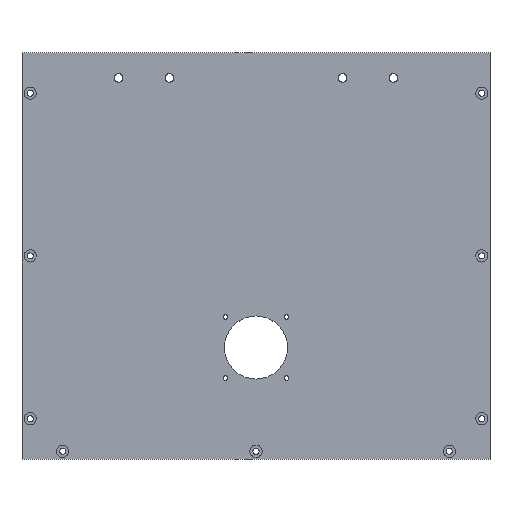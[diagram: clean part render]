
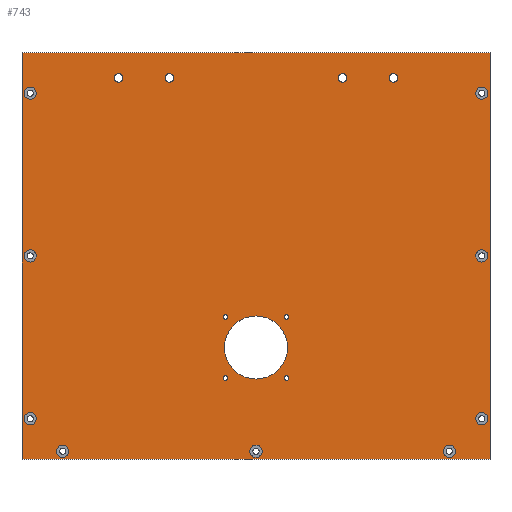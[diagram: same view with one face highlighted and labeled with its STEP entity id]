
A CAD part, top view. The second image highlights one B-rep face of the part: STEP entity #743.
In plain terms, the highlighted planar face has unit normal (0, 0, 1).
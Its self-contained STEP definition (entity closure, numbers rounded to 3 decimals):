
#42=FACE_BOUND('',#184,.T.);
#43=FACE_BOUND('',#185,.T.);
#44=FACE_BOUND('',#186,.T.);
#45=FACE_BOUND('',#187,.T.);
#46=FACE_BOUND('',#188,.T.);
#47=FACE_BOUND('',#189,.T.);
#48=FACE_BOUND('',#190,.T.);
#49=FACE_BOUND('',#191,.T.);
#50=FACE_BOUND('',#192,.T.);
#51=FACE_BOUND('',#193,.T.);
#52=FACE_BOUND('',#194,.T.);
#53=FACE_BOUND('',#195,.T.);
#54=FACE_BOUND('',#196,.T.);
#55=FACE_BOUND('',#197,.T.);
#56=FACE_BOUND('',#198,.T.);
#57=FACE_BOUND('',#199,.T.);
#58=FACE_BOUND('',#200,.T.);
#59=FACE_BOUND('',#201,.T.);
#72=PLANE('',#853);
#114=FACE_OUTER_BOUND('',#183,.T.);
#183=EDGE_LOOP('',(#647,#648,#649,#650));
#184=EDGE_LOOP('',(#651));
#185=EDGE_LOOP('',(#652));
#186=EDGE_LOOP('',(#653));
#187=EDGE_LOOP('',(#654));
#188=EDGE_LOOP('',(#655));
#189=EDGE_LOOP('',(#656));
#190=EDGE_LOOP('',(#657));
#191=EDGE_LOOP('',(#658));
#192=EDGE_LOOP('',(#659));
#193=EDGE_LOOP('',(#660));
#194=EDGE_LOOP('',(#661));
#195=EDGE_LOOP('',(#662));
#196=EDGE_LOOP('',(#663));
#197=EDGE_LOOP('',(#664));
#198=EDGE_LOOP('',(#665));
#199=EDGE_LOOP('',(#666));
#200=EDGE_LOOP('',(#667));
#201=EDGE_LOOP('',(#668));
#234=LINE('',#1269,#273);
#239=LINE('',#1280,#278);
#241=LINE('',#1283,#280);
#242=LINE('',#1284,#281);
#273=VECTOR('',#1070,10.);
#278=VECTOR('',#1079,10.);
#280=VECTOR('',#1083,10.);
#281=VECTOR('',#1084,10.);
#282=CIRCLE('',#761,3.);
#285=CIRCLE('',#766,3.);
#288=CIRCLE('',#771,3.);
#291=CIRCLE('',#776,3.);
#294=CIRCLE('',#781,3.);
#297=CIRCLE('',#786,3.);
#300=CIRCLE('',#791,3.);
#303=CIRCLE('',#796,3.);
#306=CIRCLE('',#801,3.);
#318=CIRCLE('',#824,2.117);
#320=CIRCLE('',#827,2.117);
#322=CIRCLE('',#830,2.117);
#324=CIRCLE('',#833,2.117);
#326=CIRCLE('',#836,1.135);
#328=CIRCLE('',#839,1.135);
#330=CIRCLE('',#842,1.135);
#332=CIRCLE('',#845,15.5);
#334=CIRCLE('',#848,1.135);
#336=VERTEX_POINT('',#1091);
#339=VERTEX_POINT('',#1100);
#342=VERTEX_POINT('',#1109);
#345=VERTEX_POINT('',#1118);
#348=VERTEX_POINT('',#1127);
#351=VERTEX_POINT('',#1136);
#354=VERTEX_POINT('',#1145);
#357=VERTEX_POINT('',#1154);
#360=VERTEX_POINT('',#1163);
#372=VERTEX_POINT('',#1208);
#374=VERTEX_POINT('',#1214);
#376=VERTEX_POINT('',#1220);
#378=VERTEX_POINT('',#1226);
#380=VERTEX_POINT('',#1232);
#382=VERTEX_POINT('',#1238);
#384=VERTEX_POINT('',#1244);
#386=VERTEX_POINT('',#1250);
#388=VERTEX_POINT('',#1256);
#390=VERTEX_POINT('',#1262);
#393=VERTEX_POINT('',#1267);
#396=VERTEX_POINT('',#1277);
#397=VERTEX_POINT('',#1279);
#398=EDGE_CURVE('',#336,#336,#282,.T.);
#402=EDGE_CURVE('',#339,#339,#285,.T.);
#406=EDGE_CURVE('',#342,#342,#288,.T.);
#410=EDGE_CURVE('',#345,#345,#291,.T.);
#414=EDGE_CURVE('',#348,#348,#294,.T.);
#418=EDGE_CURVE('',#351,#351,#297,.T.);
#422=EDGE_CURVE('',#354,#354,#300,.T.);
#426=EDGE_CURVE('',#357,#357,#303,.T.);
#430=EDGE_CURVE('',#360,#360,#306,.T.);
#452=EDGE_CURVE('',#372,#372,#318,.T.);
#455=EDGE_CURVE('',#374,#374,#320,.T.);
#458=EDGE_CURVE('',#376,#376,#322,.T.);
#461=EDGE_CURVE('',#378,#378,#324,.T.);
#464=EDGE_CURVE('',#380,#380,#326,.T.);
#467=EDGE_CURVE('',#382,#382,#328,.T.);
#470=EDGE_CURVE('',#384,#384,#330,.T.);
#473=EDGE_CURVE('',#386,#386,#332,.T.);
#476=EDGE_CURVE('',#388,#388,#334,.T.);
#482=EDGE_CURVE('',#393,#390,#234,.T.);
#487=EDGE_CURVE('',#397,#396,#239,.T.);
#489=EDGE_CURVE('',#396,#390,#241,.T.);
#490=EDGE_CURVE('',#397,#393,#242,.F.);
#647=ORIENTED_EDGE('',*,*,#489,.T.);
#648=ORIENTED_EDGE('',*,*,#482,.F.);
#649=ORIENTED_EDGE('',*,*,#490,.F.);
#650=ORIENTED_EDGE('',*,*,#487,.T.);
#651=ORIENTED_EDGE('',*,*,#398,.T.);
#652=ORIENTED_EDGE('',*,*,#402,.T.);
#653=ORIENTED_EDGE('',*,*,#406,.T.);
#654=ORIENTED_EDGE('',*,*,#410,.T.);
#655=ORIENTED_EDGE('',*,*,#414,.T.);
#656=ORIENTED_EDGE('',*,*,#418,.T.);
#657=ORIENTED_EDGE('',*,*,#422,.T.);
#658=ORIENTED_EDGE('',*,*,#426,.T.);
#659=ORIENTED_EDGE('',*,*,#430,.T.);
#660=ORIENTED_EDGE('',*,*,#452,.T.);
#661=ORIENTED_EDGE('',*,*,#455,.T.);
#662=ORIENTED_EDGE('',*,*,#458,.T.);
#663=ORIENTED_EDGE('',*,*,#461,.T.);
#664=ORIENTED_EDGE('',*,*,#464,.T.);
#665=ORIENTED_EDGE('',*,*,#467,.T.);
#666=ORIENTED_EDGE('',*,*,#470,.T.);
#667=ORIENTED_EDGE('',*,*,#473,.T.);
#668=ORIENTED_EDGE('',*,*,#476,.T.);
#743=ADVANCED_FACE('',(#114,#42,#43,#44,#45,#46,#47,#48,#49,#50,#51,#52,
#53,#54,#55,#56,#57,#58,#59),#72,.T.);
#761=AXIS2_PLACEMENT_3D('',#1092,#860,#861);
#766=AXIS2_PLACEMENT_3D('',#1101,#871,#872);
#771=AXIS2_PLACEMENT_3D('',#1110,#882,#883);
#776=AXIS2_PLACEMENT_3D('',#1119,#893,#894);
#781=AXIS2_PLACEMENT_3D('',#1128,#904,#905);
#786=AXIS2_PLACEMENT_3D('',#1137,#915,#916);
#791=AXIS2_PLACEMENT_3D('',#1146,#926,#927);
#796=AXIS2_PLACEMENT_3D('',#1155,#937,#938);
#801=AXIS2_PLACEMENT_3D('',#1164,#948,#949);
#824=AXIS2_PLACEMENT_3D('',#1209,#1004,#1005);
#827=AXIS2_PLACEMENT_3D('',#1215,#1011,#1012);
#830=AXIS2_PLACEMENT_3D('',#1221,#1018,#1019);
#833=AXIS2_PLACEMENT_3D('',#1227,#1025,#1026);
#836=AXIS2_PLACEMENT_3D('',#1233,#1032,#1033);
#839=AXIS2_PLACEMENT_3D('',#1239,#1039,#1040);
#842=AXIS2_PLACEMENT_3D('',#1245,#1046,#1047);
#845=AXIS2_PLACEMENT_3D('',#1251,#1053,#1054);
#848=AXIS2_PLACEMENT_3D('',#1257,#1060,#1061);
#853=AXIS2_PLACEMENT_3D('',#1282,#1081,#1082);
#860=DIRECTION('center_axis',(0.,0.,-1.));
#861=DIRECTION('ref_axis',(-1.,0.,0.));
#871=DIRECTION('center_axis',(0.,0.,-1.));
#872=DIRECTION('ref_axis',(-1.,0.,0.));
#882=DIRECTION('center_axis',(0.,0.,-1.));
#883=DIRECTION('ref_axis',(-1.,0.,0.));
#893=DIRECTION('center_axis',(0.,0.,-1.));
#894=DIRECTION('ref_axis',(-1.,0.,0.));
#904=DIRECTION('center_axis',(0.,0.,-1.));
#905=DIRECTION('ref_axis',(-1.,0.,0.));
#915=DIRECTION('center_axis',(0.,0.,-1.));
#916=DIRECTION('ref_axis',(-1.,0.,0.));
#926=DIRECTION('center_axis',(0.,0.,-1.));
#927=DIRECTION('ref_axis',(-1.,0.,0.));
#937=DIRECTION('center_axis',(0.,0.,-1.));
#938=DIRECTION('ref_axis',(-1.,0.,0.));
#948=DIRECTION('center_axis',(0.,0.,-1.));
#949=DIRECTION('ref_axis',(-1.,0.,0.));
#1004=DIRECTION('center_axis',(0.,0.,-1.));
#1005=DIRECTION('ref_axis',(-1.,0.,0.));
#1011=DIRECTION('center_axis',(0.,0.,-1.));
#1012=DIRECTION('ref_axis',(-1.,0.,0.));
#1018=DIRECTION('center_axis',(0.,0.,-1.));
#1019=DIRECTION('ref_axis',(-1.,0.,0.));
#1025=DIRECTION('center_axis',(0.,0.,-1.));
#1026=DIRECTION('ref_axis',(-1.,0.,0.));
#1032=DIRECTION('center_axis',(0.,0.,-1.));
#1033=DIRECTION('ref_axis',(-1.,0.,0.));
#1039=DIRECTION('center_axis',(0.,0.,-1.));
#1040=DIRECTION('ref_axis',(-1.,0.,0.));
#1046=DIRECTION('center_axis',(0.,0.,-1.));
#1047=DIRECTION('ref_axis',(-1.,0.,0.));
#1053=DIRECTION('center_axis',(0.,0.,-1.));
#1054=DIRECTION('ref_axis',(-1.,0.,0.));
#1060=DIRECTION('center_axis',(0.,0.,-1.));
#1061=DIRECTION('ref_axis',(-1.,0.,0.));
#1070=DIRECTION('',(0.,-1.,0.));
#1079=DIRECTION('',(0.,-1.,0.));
#1081=DIRECTION('center_axis',(0.,0.,1.));
#1082=DIRECTION('ref_axis',(-1.,0.,0.));
#1083=DIRECTION('',(1.,0.,0.));
#1084=DIRECTION('',(-1.,0.,0.));
#1091=CARTESIAN_POINT('',(114.,-165.,199.746));
#1092=CARTESIAN_POINT('Origin',(111.,-165.,199.746));
#1100=CARTESIAN_POINT('',(-108.,-165.,199.746));
#1101=CARTESIAN_POINT('Origin',(-111.,-165.,199.746));
#1109=CARTESIAN_POINT('',(-108.,-85.,199.746));
#1110=CARTESIAN_POINT('Origin',(-111.,-85.,199.746));
#1118=CARTESIAN_POINT('',(98.,-181.,199.746));
#1119=CARTESIAN_POINT('Origin',(95.,-181.,199.746));
#1127=CARTESIAN_POINT('',(114.,-85.,199.746));
#1128=CARTESIAN_POINT('Origin',(111.,-85.,199.746));
#1136=CARTESIAN_POINT('',(-92.,-181.,199.746));
#1137=CARTESIAN_POINT('Origin',(-95.,-181.,199.746));
#1145=CARTESIAN_POINT('',(-108.,-5.,199.746));
#1146=CARTESIAN_POINT('Origin',(-111.,-5.,199.746));
#1154=CARTESIAN_POINT('',(3.,-181.,199.746));
#1155=CARTESIAN_POINT('Origin',(0.,-181.,
199.746));
#1163=CARTESIAN_POINT('',(114.,-5.,199.746));
#1164=CARTESIAN_POINT('Origin',(111.,-5.,199.746));
#1208=CARTESIAN_POINT('',(44.681,2.503,199.746));
#1209=CARTESIAN_POINT('Origin',(42.564,2.503,199.746));
#1214=CARTESIAN_POINT('',(-65.39,2.503,199.746));
#1215=CARTESIAN_POINT('Origin',(-67.507,2.503,199.746));
#1220=CARTESIAN_POINT('',(69.624,2.503,199.746));
#1221=CARTESIAN_POINT('Origin',(67.507,2.503,199.746));
#1226=CARTESIAN_POINT('',(-40.447,2.503,199.746));
#1227=CARTESIAN_POINT('Origin',(-42.564,2.503,199.746));
#1232=CARTESIAN_POINT('',(16.135,-115.,199.746));
#1233=CARTESIAN_POINT('Origin',(15.,-115.,199.746));
#1238=CARTESIAN_POINT('',(-13.865,-115.,199.746));
#1239=CARTESIAN_POINT('Origin',(-15.,-115.,199.746));
#1244=CARTESIAN_POINT('',(-13.865,-145.,199.746));
#1245=CARTESIAN_POINT('Origin',(-15.,-145.,199.746));
#1250=CARTESIAN_POINT('',(15.5,-130.,199.746));
#1251=CARTESIAN_POINT('Origin',(0.,-130.,199.746));
#1256=CARTESIAN_POINT('',(16.135,-145.,199.746));
#1257=CARTESIAN_POINT('Origin',(15.,-145.,199.746));
#1262=CARTESIAN_POINT('',(115.,-185.,199.746));
#1267=CARTESIAN_POINT('',(115.,14.95,199.746));
#1269=CARTESIAN_POINT('',(115.,15.,199.746));
#1277=CARTESIAN_POINT('',(-115.,-185.,199.746));
#1279=CARTESIAN_POINT('',(-115.,14.95,199.746));
#1280=CARTESIAN_POINT('',(-115.,15.,199.746));
#1282=CARTESIAN_POINT('Origin',(115.,15.,199.746));
#1283=CARTESIAN_POINT('',(57.5,-185.,199.746));
#1284=CARTESIAN_POINT('',(57.5,14.95,199.746));
